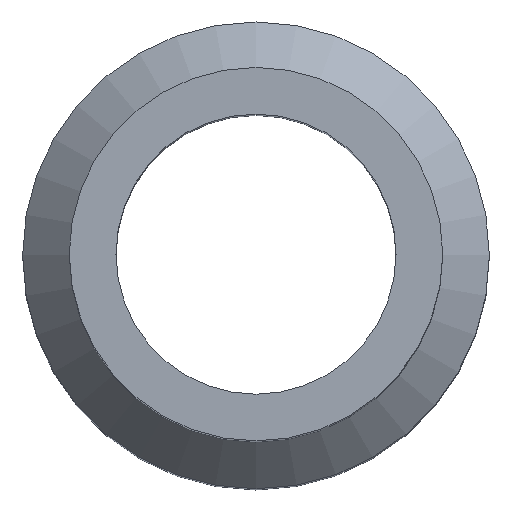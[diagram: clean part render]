
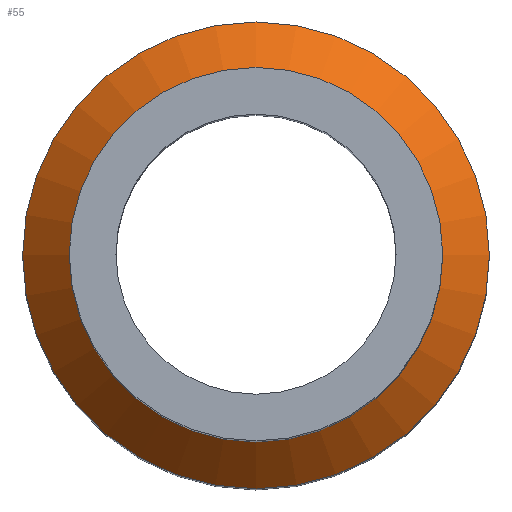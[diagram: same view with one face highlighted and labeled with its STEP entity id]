
A CAD part, top view. The second image highlights one B-rep face of the part: STEP entity #55.
In plain terms, the highlighted conical face has half-angle 45 degrees and reference radius 4.5 mm.
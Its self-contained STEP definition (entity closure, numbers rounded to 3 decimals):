
#55=ADVANCED_FACE('',(#119,#121),#123,.T.);
#119=FACE_OUTER_BOUND('',#120,.T.);
#120=EDGE_LOOP('',(#142));
#121=FACE_OUTER_BOUND('',#122,.T.);
#122=EDGE_LOOP('',(#143));
#123=CONICAL_SURFACE('',#124,4.5,0.785);
#124=AXIS2_PLACEMENT_3D('',#125,#126,#127);
#125=CARTESIAN_POINT('',(0.,0.,15.5));
#126=DIRECTION('',(0.,0.,-1.));
#127=DIRECTION('',(1.,0.,0.));
#142=ORIENTED_EDGE('',*,*,#151,.F.);
#143=ORIENTED_EDGE('',*,*,#150,.T.);
#150=EDGE_CURVE('',#164,#164,#165,.T.);
#151=EDGE_CURVE('',#166,#166,#167,.T.);
#164=VERTEX_POINT('',#198);
#165=CIRCLE('',#199,5.);
#166=VERTEX_POINT('',#203);
#167=CIRCLE('',#204,4.);
#198=CARTESIAN_POINT('',(-5.,0.,15.));
#199=AXIS2_PLACEMENT_3D('',#200,#201,#202);
#200=CARTESIAN_POINT('',(0.,0.,15.));
#201=DIRECTION('',(0.,0.,1.));
#202=DIRECTION('',(-1.,0.,0.));
#203=CARTESIAN_POINT('',(-4.,0.,16.));
#204=AXIS2_PLACEMENT_3D('',#205,#206,#207);
#205=CARTESIAN_POINT('',(0.,0.,16.));
#206=DIRECTION('',(0.,0.,1.));
#207=DIRECTION('',(-1.,0.,0.));
